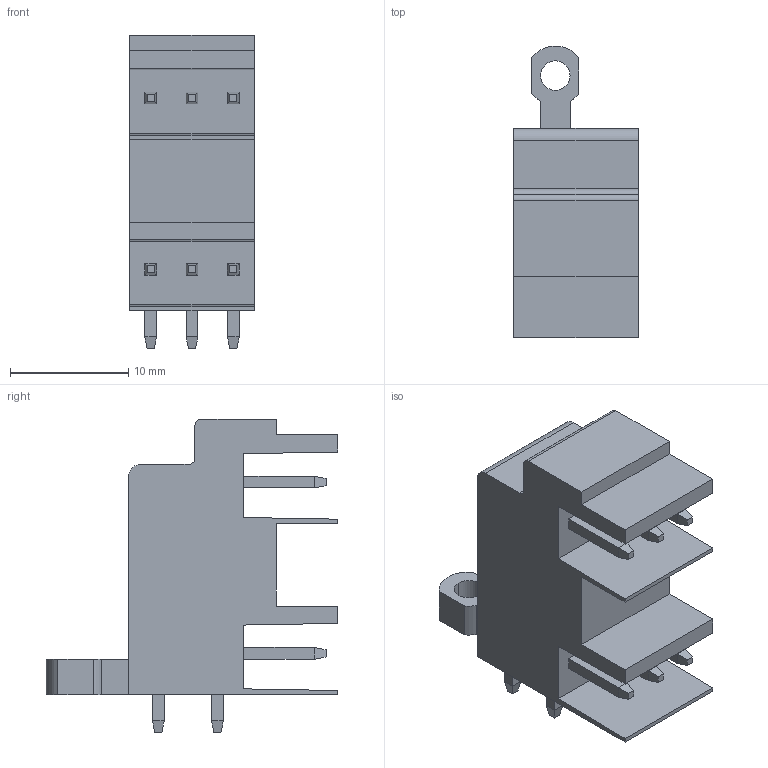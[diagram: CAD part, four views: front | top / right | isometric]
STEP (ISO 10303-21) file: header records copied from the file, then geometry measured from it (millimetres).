
FILE_DESCRIPTION(('CATIA V5 STEP Exchange','CAx-IF Rec.Pracs.--- Model Styling and Organization---1.4--- 2014-01-23'),'2;1');
FILE_NAME ('D1488374_0_1274180000_1274180000.stp','2021-06-02T12:02:46+00:00',('none'),('Weidmueller'),'CATIA Version 5-6 Release 2016 SP3 HF44','CATIA V5 STEP AP214','none');
FILE_SCHEMA(('AUTOMOTIVE_DESIGN { 1 0 10303 214 1 1 1 1 }'));
Length unit declared in the file: millimetre
Products named in the file (1): 1274180000
Bounding box: 10.5 x 24.7 x 26.5 mm (x, y, z)
Volume: 2831.7 mm3; surface area: 2883.4 mm2
Topology: 7 solids, 7 shells, 168 faces, 414 edges, 260 vertices
Faces by surface type: plane 159, cylinder 9
Entity records: 4896 total; most frequent: ORIENTED_EDGE 828, CARTESIAN_POINT 817, DIRECTION 698, EDGE_CURVE 414, VECTOR 396, LINE 396, VERTEX_POINT 260, EDGE_LOOP 182
